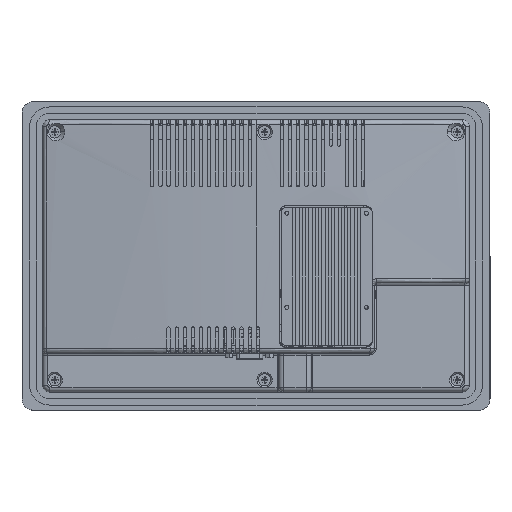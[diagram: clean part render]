
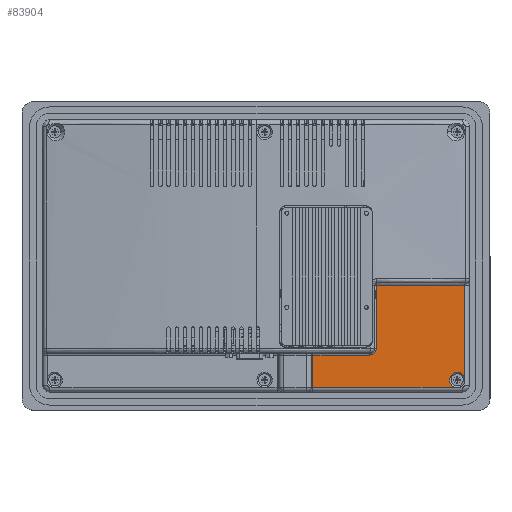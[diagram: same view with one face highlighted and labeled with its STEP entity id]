
A CAD part, top view. The second image highlights one B-rep face of the part: STEP entity #83904.
In plain terms, the highlighted planar face has unit normal (0, 0, 1).
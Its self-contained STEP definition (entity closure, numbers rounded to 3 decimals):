
#6564 = EDGE_CURVE ( 'NONE', #142069, #59061, #11326, .T. ) ;
#6774 = VECTOR ( 'NONE', #57220, 1000. ) ;
#7133 = ORIENTED_EDGE ( 'NONE', *, *, #129504, .F. ) ;
#7582 = LINE ( 'NONE', #149124, #6774 ) ;
#8277 = VERTEX_POINT ( 'NONE', #74830 ) ;
#9197 = EDGE_CURVE ( 'NONE', #150927, #8277, #233109, .T. ) ;
#11326 = CIRCLE ( 'NONE', #146476, 4.7 ) ;
#14488 = DIRECTION ( 'NONE',  ( 1., 0., 0. ) ) ;
#18626 = DIRECTION ( 'NONE',  ( 1., 0., 0. ) ) ;
#24100 = CARTESIAN_POINT ( 'NONE',  ( -222.45, -234.03, -14.949 ) ) ;
#24568 = CIRCLE ( 'NONE', #236982, 4. ) ;
#26769 = CIRCLE ( 'NONE', #161862, 4.7 ) ;
#27455 = ORIENTED_EDGE ( 'NONE', *, *, #9197, .T. ) ;
#31422 = DIRECTION ( 'NONE',  ( 0., 0., -1. ) ) ;
#35491 = ORIENTED_EDGE ( 'NONE', *, *, #6564, .F. ) ;
#39405 = EDGE_CURVE ( 'NONE', #142069, #118955, #84476, .T. ) ;
#43321 = VECTOR ( 'NONE', #46990, 1000. ) ;
#44893 = FACE_OUTER_BOUND ( 'NONE', #192588, .T. ) ;
#46990 = DIRECTION ( 'NONE',  ( 0., -1., 0. ) ) ;
#54721 = DIRECTION ( 'NONE',  ( 1., 0., 0. ) ) ;
#57220 = DIRECTION ( 'NONE',  ( 0., -1., 0. ) ) ;
#57799 = CARTESIAN_POINT ( 'NONE',  ( -538.957, -239.887, -14.949 ) ) ;
#59061 = VERTEX_POINT ( 'NONE', #97495 ) ;
#61543 = DIRECTION ( 'NONE',  ( -1., 0., 0. ) ) ;
#63929 = CARTESIAN_POINT ( 'NONE',  ( -315.925, -220.116, -14.949 ) ) ;
#66049 = EDGE_CURVE ( 'NONE', #59061, #99472, #26769, .T. ) ;
#72476 = CARTESIAN_POINT ( 'NONE',  ( -226.95, -235.387, -14.949 ) ) ;
#74830 = CARTESIAN_POINT ( 'NONE',  ( -276.935, -216.116, -14.949 ) ) ;
#77145 = LINE ( 'NONE', #57799, #96116 ) ;
#83904 = ADVANCED_FACE ( 'Face122', ( #44893 ), #194777, .T. ) ;
#84476 = LINE ( 'NONE', #215069, #196933 ) ;
#85717 = ORIENTED_EDGE ( 'NONE', *, *, #39405, .T. ) ;
#96116 = VECTOR ( 'NONE', #129198, 1000. ) ;
#97495 = CARTESIAN_POINT ( 'NONE',  ( -231.65, -235.387, -14.949 ) ) ;
#99472 = VERTEX_POINT ( 'NONE', #173187 ) ;
#106539 = CARTESIAN_POINT ( 'NONE',  ( -280.935, -220.116, -14.949 ) ) ;
#107539 = CARTESIAN_POINT ( 'NONE',  ( -280.935, -216.116, -14.949 ) ) ;
#115655 = VECTOR ( 'NONE', #61543, 1000. ) ;
#116281 = EDGE_CURVE ( 'NONE', #144823, #99472, #77145, .T. ) ;
#118955 = VERTEX_POINT ( 'NONE', #225288 ) ;
#129198 = DIRECTION ( 'NONE',  ( 1., 0., 0. ) ) ;
#129504 = EDGE_CURVE ( 'NONE', #150927, #118955, #132243, .T. ) ;
#131484 = ORIENTED_EDGE ( 'NONE', *, *, #66049, .F. ) ;
#132243 = LINE ( 'NONE', #170872, #152461 ) ;
#132245 = EDGE_CURVE ( 'NONE', #225484, #144823, #7582, .T. ) ;
#136767 = DIRECTION ( 'NONE',  ( 0., 0., 1. ) ) ;
#137810 = EDGE_CURVE ( 'NONE', #8277, #184360, #24568, .T. ) ;
#140285 = DIRECTION ( 'NONE',  ( 1., 0., 0. ) ) ;
#140720 = CARTESIAN_POINT ( 'NONE',  ( -315.925, -220.116, -14.949 ) ) ;
#142069 = VERTEX_POINT ( 'NONE', #24100 ) ;
#144823 = VERTEX_POINT ( 'NONE', #223898 ) ;
#146476 = AXIS2_PLACEMENT_3D ( 'NONE', #72476, #199482, #14488 ) ;
#146635 = CARTESIAN_POINT ( 'NONE',  ( -226.95, -235.387, -14.949 ) ) ;
#149124 = CARTESIAN_POINT ( 'NONE',  ( -315.925, -214.875, -14.949 ) ) ;
#150927 = VERTEX_POINT ( 'NONE', #173309 ) ;
#152461 = VECTOR ( 'NONE', #18626, 1000. ) ;
#152629 = ORIENTED_EDGE ( 'NONE', *, *, #116281, .T. ) ;
#161862 = AXIS2_PLACEMENT_3D ( 'NONE', #146635, #220395, #54721 ) ;
#163296 = ORIENTED_EDGE ( 'NONE', *, *, #132245, .T. ) ;
#166852 = ORIENTED_EDGE ( 'NONE', *, *, #183359, .T. ) ;
#170872 = CARTESIAN_POINT ( 'NONE',  ( -220.75, -177.153, -14.949 ) ) ;
#173187 = CARTESIAN_POINT ( 'NONE',  ( -228.306, -239.887, -14.949 ) ) ;
#173309 = CARTESIAN_POINT ( 'NONE',  ( -276.935, -177.153, -14.949 ) ) ;
#181154 = DIRECTION ( 'NONE',  ( 0., 1., 0. ) ) ;
#183359 = EDGE_CURVE ( 'NONE', #184360, #225484, #209099, .T. ) ;
#184360 = VERTEX_POINT ( 'NONE', #106539 ) ;
#192588 = EDGE_LOOP ( 'NONE', ( #7133, #27455, #235001, #166852, #163296, #152629, #131484, #35491, #85717 ) ) ;
#194777 = PLANE ( 'NONE',  #233777 ) ;
#196933 = VECTOR ( 'NONE', #181154, 1000. ) ;
#197197 = DIRECTION ( 'NONE',  ( 1., 0., 0. ) ) ;
#199482 = DIRECTION ( 'NONE',  ( 0., 0., 1. ) ) ;
#209099 = LINE ( 'NONE', #63929, #115655 ) ;
#212616 = CARTESIAN_POINT ( 'NONE',  ( -276.935, -215.816, -14.949 ) ) ;
#215069 = CARTESIAN_POINT ( 'NONE',  ( -222.45, -214.875, -14.949 ) ) ;
#220395 = DIRECTION ( 'NONE',  ( 0., 0., 1. ) ) ;
#223898 = CARTESIAN_POINT ( 'NONE',  ( -315.925, -239.887, -14.949 ) ) ;
#225288 = CARTESIAN_POINT ( 'NONE',  ( -222.45, -177.153, -14.949 ) ) ;
#225484 = VERTEX_POINT ( 'NONE', #140720 ) ;
#232234 = CARTESIAN_POINT ( 'NONE',  ( -538.957, -214.875, -14.949 ) ) ;
#233109 = LINE ( 'NONE', #212616, #43321 ) ;
#233777 = AXIS2_PLACEMENT_3D ( 'NONE', #232234, #136767, #197197 ) ;
#235001 = ORIENTED_EDGE ( 'NONE', *, *, #137810, .T. ) ;
#236982 = AXIS2_PLACEMENT_3D ( 'NONE', #107539, #31422, #140285 ) ;
